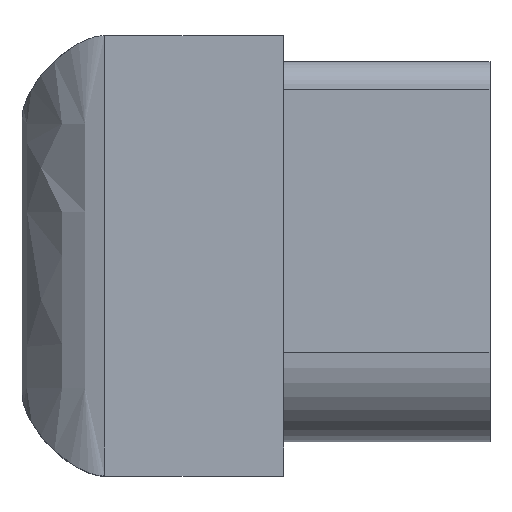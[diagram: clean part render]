
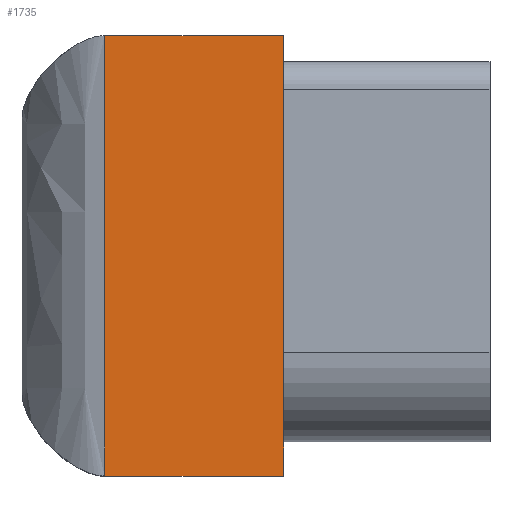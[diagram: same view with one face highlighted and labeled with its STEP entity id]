
A CAD part, top view. The second image highlights one B-rep face of the part: STEP entity #1735.
In plain terms, the highlighted planar face has unit normal (0, 0, 1).
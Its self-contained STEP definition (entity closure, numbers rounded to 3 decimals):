
#1339=CARTESIAN_POINT('Vertex',(4.75,-8.,8.5)) ;
#1353=CARTESIAN_POINT('Vertex',(4.75,8.,8.5)) ;
#1356=CARTESIAN_POINT('Line Origine',(4.75,0.,8.5)) ;
#1494=CARTESIAN_POINT('Vertex',(-1.75,-8.,8.5)) ;
#1590=CARTESIAN_POINT('Control Point',(-1.75,-8.,8.5)) ;
#1591=CARTESIAN_POINT('Control Point',(-1.75,-4.8,8.5)) ;
#1592=CARTESIAN_POINT('Control Point',(-1.75,-1.6,8.5)) ;
#1593=CARTESIAN_POINT('Control Point',(-1.75,1.6,8.5)) ;
#1594=CARTESIAN_POINT('Control Point',(-1.75,4.8,8.5)) ;
#1595=CARTESIAN_POINT('Control Point',(-1.75,8.,8.5)) ;
#1596=CARTESIAN_POINT('Vertex',(-1.75,8.,8.5)) ;
#1714=CARTESIAN_POINT('Axis2P3D Location',(0.,0.,8.5)) ;
#1719=CARTESIAN_POINT('Line Origine',(1.5,-8.,8.5)) ;
#1724=CARTESIAN_POINT('Line Origine',(1.5,8.,8.5)) ;
#1357=DIRECTION('Vector Direction',(0.,-1.,0.)) ;
#1715=DIRECTION('Axis2P3D Direction',(0.,0.,1.)) ;
#1716=DIRECTION('Axis2P3D XDirection',(1.,0.,0.)) ;
#1720=DIRECTION('Vector Direction',(-1.,0.,0.)) ;
#1725=DIRECTION('Vector Direction',(1.,0.,0.)) ;
#1717=AXIS2_PLACEMENT_3D('Plane Axis2P3D',#1714,#1715,#1716) ;
#1730=ORIENTED_EDGE('',*,*,#1723,.T.) ;
#1731=ORIENTED_EDGE('',*,*,#1360,.T.) ;
#1732=ORIENTED_EDGE('',*,*,#1728,.T.) ;
#1733=ORIENTED_EDGE('',*,*,#1598,.T.) ;
#1358=VECTOR('Line Direction',#1357,1.) ;
#1721=VECTOR('Line Direction',#1720,1.) ;
#1726=VECTOR('Line Direction',#1725,1.) ;
#1735=ADVANCED_FACE('\X2\04220435043B043E\X0\ \X2\0434043504420430043B0438\X0\',(#1734),#1718,.T.) ;
#1360=EDGE_CURVE('',#1340,#1354,#1359,.F.) ;
#1598=EDGE_CURVE('',#1597,#1495,#1589,.F.) ;
#1723=EDGE_CURVE('',#1495,#1340,#1722,.F.) ;
#1728=EDGE_CURVE('',#1354,#1597,#1727,.F.) ;
#1729=EDGE_LOOP('',(#1730,#1731,#1732,#1733)) ;
#1734=FACE_OUTER_BOUND('',#1729,.T.) ;
#1359=LINE('Line',#1356,#1358) ;
#1722=LINE('Line',#1719,#1721) ;
#1727=LINE('Line',#1724,#1726) ;
#1718=PLANE('',#1717) ;
#1340=VERTEX_POINT('',#1339) ;
#1354=VERTEX_POINT('',#1353) ;
#1495=VERTEX_POINT('',#1494) ;
#1597=VERTEX_POINT('',#1596) ;
#1589=(BOUNDED_CURVE()B_SPLINE_CURVE(5,(#1590,#1591,#1592,#1593,#1594,#1595),.UNSPECIFIED.,.F.,.U.)B_SPLINE_CURVE_WITH_KNOTS((6,6),(4.525,27.153),.UNSPECIFIED.)CURVE()GEOMETRIC_REPRESENTATION_ITEM()RATIONAL_B_SPLINE_CURVE((1.,1.,1.,1.,1.,1.))REPRESENTATION_ITEM('')) ;
